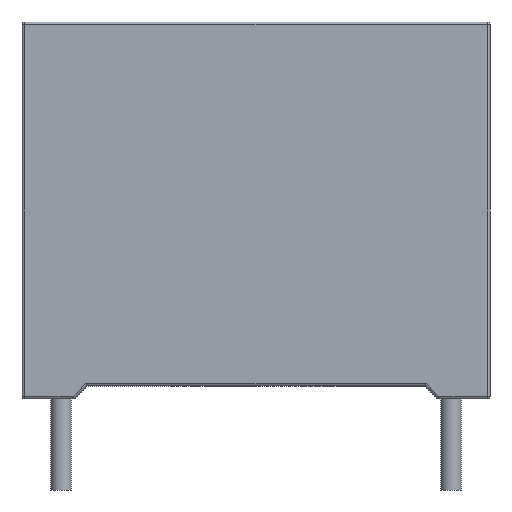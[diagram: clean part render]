
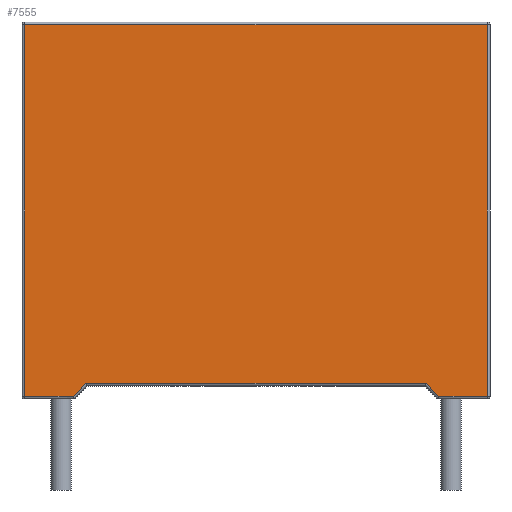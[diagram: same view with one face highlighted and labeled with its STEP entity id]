
A CAD part, front view. The second image highlights one B-rep face of the part: STEP entity #7555.
In plain terms, the highlighted planar face has unit normal (0, -1, 0).
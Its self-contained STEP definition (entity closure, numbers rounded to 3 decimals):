
#131 = DIRECTION ( 'NONE',  ( 1., 0., 0. ) ) ;
#333 = LINE ( 'NONE', #12434, #4837 ) ;
#477 = DIRECTION ( 'NONE',  ( 1., 0., 0. ) ) ;
#515 = VERTEX_POINT ( 'NONE', #8052 ) ;
#758 = DIRECTION ( 'NONE',  ( 0., 0., -1. ) ) ;
#878 = VERTEX_POINT ( 'NONE', #10448 ) ;
#958 = CARTESIAN_POINT ( 'NONE',  ( 8.9, 0., 7.15 ) ) ;
#1018 = LINE ( 'NONE', #10219, #6531 ) ;
#1096 = VERTEX_POINT ( 'NONE', #13243 ) ;
#1139 = VERTEX_POINT ( 'NONE', #2979 ) ;
#1263 = DIRECTION ( 'NONE',  ( 0., 0., 1. ) ) ;
#1402 = EDGE_CURVE ( 'NONE', #515, #1096, #9396, .T. ) ;
#1503 = EDGE_CURVE ( 'NONE', #1139, #10802, #333, .T. ) ;
#1643 = VECTOR ( 'NONE', #11490, 1000. ) ;
#2151 = FACE_OUTER_BOUND ( 'NONE', #12621, .T. ) ;
#2171 = EDGE_CURVE ( 'NONE', #1096, #878, #11689, .T. ) ;
#2218 = DIRECTION ( 'NONE',  ( 0., 1., 0. ) ) ;
#2466 = VERTEX_POINT ( 'NONE', #8030 ) ;
#2651 = CARTESIAN_POINT ( 'NONE',  ( -8.9, 0., 7.15 ) ) ;
#2871 = ORIENTED_EDGE ( 'NONE', *, *, #12830, .T. ) ;
#2979 = CARTESIAN_POINT ( 'NONE',  ( 8.9, 0., -7.15 ) ) ;
#3147 = LINE ( 'NONE', #12489, #8348 ) ;
#3295 = ORIENTED_EDGE ( 'NONE', *, *, #1503, .T. ) ;
#4267 = DIRECTION ( 'NONE',  ( -1., 0., 0. ) ) ;
#4823 = VECTOR ( 'NONE', #11701, 1000. ) ;
#4837 = VECTOR ( 'NONE', #8526, 1000. ) ;
#5162 = VERTEX_POINT ( 'NONE', #10026 ) ;
#5644 = CARTESIAN_POINT ( 'NONE',  ( 0., 0., -7.15 ) ) ;
#5970 = ORIENTED_EDGE ( 'NONE', *, *, #10564, .T. ) ;
#6317 = EDGE_CURVE ( 'NONE', #2466, #1139, #12895, .T. ) ;
#6455 = DIRECTION ( 'NONE',  ( 1., 0., 0. ) ) ;
#6531 = VECTOR ( 'NONE', #758, 1000. ) ;
#6632 = CARTESIAN_POINT ( 'NONE',  ( 0., 0., 7.15 ) ) ;
#6907 = ORIENTED_EDGE ( 'NONE', *, *, #1402, .T. ) ;
#7555 = ADVANCED_FACE ( 'NONE', ( #2151 ), #12629, .F. ) ;
#7595 = ORIENTED_EDGE ( 'NONE', *, *, #9933, .T. ) ;
#8030 = CARTESIAN_POINT ( 'NONE',  ( 7.032, 0., -7.15 ) ) ;
#8052 = CARTESIAN_POINT ( 'NONE',  ( -7.032, 0., -7.15 ) ) ;
#8348 = VECTOR ( 'NONE', #131, 1000. ) ;
#8417 = CARTESIAN_POINT ( 'NONE',  ( 0.013, 0., 0.013 ) ) ;
#8526 = DIRECTION ( 'NONE',  ( 0., 0., 1. ) ) ;
#8674 = VECTOR ( 'NONE', #477, 1000. ) ;
#8767 = VERTEX_POINT ( 'NONE', #2651 ) ;
#9396 = LINE ( 'NONE', #9592, #1643 ) ;
#9533 = CARTESIAN_POINT ( 'NONE',  ( 0., 0., 0. ) ) ;
#9592 = CARTESIAN_POINT ( 'NONE',  ( -0.013, 0., 0.013 ) ) ;
#9731 = CARTESIAN_POINT ( 'NONE',  ( 0., 0., -6.65 ) ) ;
#9933 = EDGE_CURVE ( 'NONE', #8767, #5162, #1018, .T. ) ;
#10026 = CARTESIAN_POINT ( 'NONE',  ( -8.9, 0., -7.15 ) ) ;
#10136 = ORIENTED_EDGE ( 'NONE', *, *, #2171, .T. ) ;
#10219 = CARTESIAN_POINT ( 'NONE',  ( -8.9, 0., 0. ) ) ;
#10448 = CARTESIAN_POINT ( 'NONE',  ( 6.542, 0., -6.65 ) ) ;
#10484 = AXIS2_PLACEMENT_3D ( 'NONE', #9533, #2218, #1263 ) ;
#10564 = EDGE_CURVE ( 'NONE', #878, #2466, #10633, .T. ) ;
#10633 = LINE ( 'NONE', #8417, #4823 ) ;
#10802 = VERTEX_POINT ( 'NONE', #958 ) ;
#10929 = EDGE_CURVE ( 'NONE', #5162, #515, #3147, .T. ) ;
#11379 = ORIENTED_EDGE ( 'NONE', *, *, #6317, .T. ) ;
#11490 = DIRECTION ( 'NONE',  ( 0.7, 0., 0.714 ) ) ;
#11689 = LINE ( 'NONE', #9731, #8674 ) ;
#11701 = DIRECTION ( 'NONE',  ( 0.7, 0., -0.714 ) ) ;
#11785 = LINE ( 'NONE', #6632, #12548 ) ;
#12434 = CARTESIAN_POINT ( 'NONE',  ( 8.9, 0., 0. ) ) ;
#12489 = CARTESIAN_POINT ( 'NONE',  ( 0., 0., -7.15 ) ) ;
#12548 = VECTOR ( 'NONE', #4267, 1000. ) ;
#12575 = VECTOR ( 'NONE', #6455, 1000. ) ;
#12621 = EDGE_LOOP ( 'NONE', ( #2871, #7595, #13334, #6907, #10136, #5970, #11379, #3295 ) ) ;
#12629 = PLANE ( 'NONE',  #10484 ) ;
#12830 = EDGE_CURVE ( 'NONE', #10802, #8767, #11785, .T. ) ;
#12895 = LINE ( 'NONE', #5644, #12575 ) ;
#13243 = CARTESIAN_POINT ( 'NONE',  ( -6.542, 0., -6.65 ) ) ;
#13334 = ORIENTED_EDGE ( 'NONE', *, *, #10929, .T. ) ;
